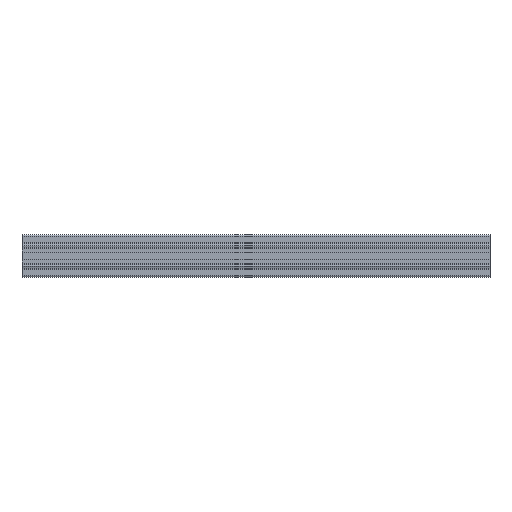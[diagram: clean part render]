
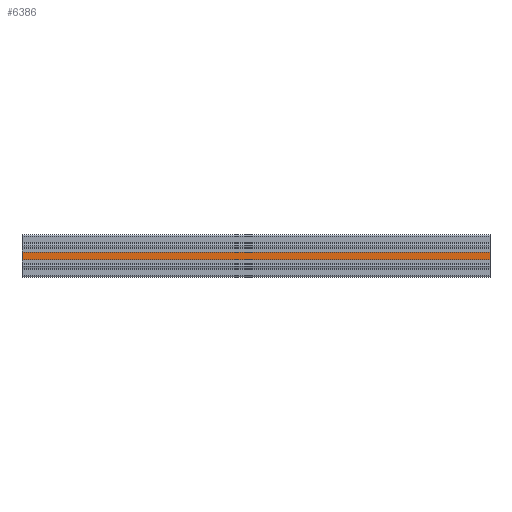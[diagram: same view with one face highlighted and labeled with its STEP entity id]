
A CAD part, top view. The second image highlights one B-rep face of the part: STEP entity #6386.
In plain terms, the highlighted planar face has unit normal (0, 0, 1).
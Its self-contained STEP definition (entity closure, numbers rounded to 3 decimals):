
#6330=CARTESIAN_POINT('',(0.0,14.7,21.5));
#6331=VERTEX_POINT('',#6330);
#6339=CARTESIAN_POINT('',(1000.0,14.7,21.5));
#6340=VERTEX_POINT('',#6339);
#6347=CARTESIAN_POINT('',(0.0,14.7,21.5));
#6348=DIRECTION('',(1.0,0.0,0.0));
#6349=VECTOR('',#6348,1000.0);
#6350=LINE('',#6347,#6349);
#6351=EDGE_CURVE('',#6331,#6340,#6350,.T.);
#6356=CARTESIAN_POINT('',(0.0,30.3,21.5));
#6357=DIRECTION('',(0.0,0.0,1.0));
#6358=DIRECTION('',(1.0,0.0,0.0));
#6359=AXIS2_PLACEMENT_3D('',#6356,#6357,#6358);
#6360=PLANE('',#6359);
#6361=CARTESIAN_POINT('',(0.0,30.3,21.5));
#6362=VERTEX_POINT('',#6361);
#6363=CARTESIAN_POINT('',(0.0,30.3,21.5));
#6364=DIRECTION('',(0.0,-1.0,0.0));
#6365=VECTOR('',#6364,15.6);
#6366=LINE('',#6363,#6365);
#6367=EDGE_CURVE('',#6362,#6331,#6366,.T.);
#6368=ORIENTED_EDGE('',*,*,#6367,.T.);
#6369=ORIENTED_EDGE('',*,*,#6351,.T.);
#6370=CARTESIAN_POINT('',(1000.0,30.3,21.5));
#6371=VERTEX_POINT('',#6370);
#6372=CARTESIAN_POINT('',(1000.0,30.3,21.5));
#6373=DIRECTION('',(0.0,-1.0,0.0));
#6374=VECTOR('',#6373,15.6);
#6375=LINE('',#6372,#6374);
#6376=EDGE_CURVE('',#6371,#6340,#6375,.T.);
#6377=ORIENTED_EDGE('',*,*,#6376,.F.);
#6378=CARTESIAN_POINT('',(0.0,30.3,21.5));
#6379=DIRECTION('',(1.0,0.0,0.0));
#6380=VECTOR('',#6379,1000.0);
#6381=LINE('',#6378,#6380);
#6382=EDGE_CURVE('',#6362,#6371,#6381,.T.);
#6383=ORIENTED_EDGE('',*,*,#6382,.F.);
#6384=EDGE_LOOP('',(#6368,#6369,#6377,#6383));
#6385=FACE_OUTER_BOUND('',#6384,.T.);
#6386=ADVANCED_FACE('',(#6385),#6360,.T.);
